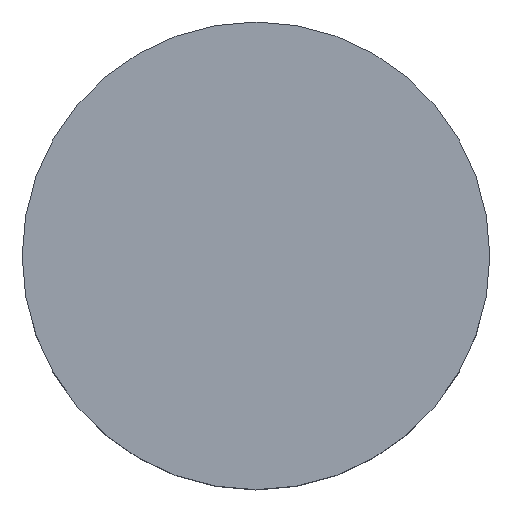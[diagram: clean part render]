
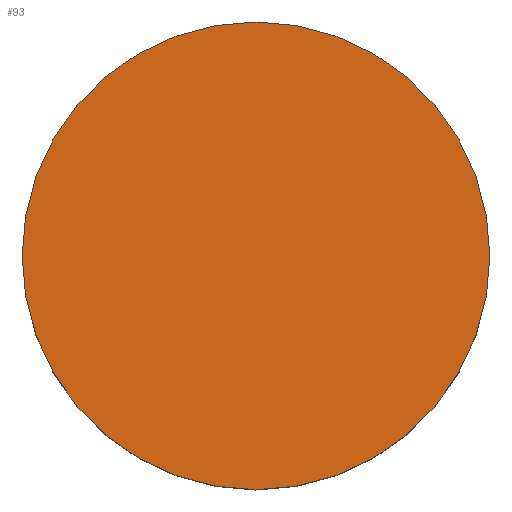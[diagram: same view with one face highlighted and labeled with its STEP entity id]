
A CAD part, top view. The second image highlights one B-rep face of the part: STEP entity #93.
In plain terms, the highlighted planar face has unit normal (0, 0, 1).
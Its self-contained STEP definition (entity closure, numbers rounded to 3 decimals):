
#93=ADVANCED_FACE('47:9652',(#163),#164,.T.);
#163=FACE_OUTER_BOUND('',#213,.T.);
#164=PLANE('',#214);
#213=EDGE_LOOP('',(#266,#267));
#214=AXIS2_PLACEMENT_3D('',#268,#269,#270);
#266=ORIENTED_EDGE('',*,*,#291,.F.);
#267=ORIENTED_EDGE('',*,*,#278,.F.);
#268=CARTESIAN_POINT('',(6.0,34.0,4.95));
#269=DIRECTION('',(0.0,0.0,1.0));
#270=DIRECTION('',(1.0,0.0,0.0));
#278=EDGE_CURVE('',#300,#296,#302,.T.);
#291=EDGE_CURVE('47:9658',#296,#300,#319,.T.);
#296=VERTEX_POINT('',#324);
#300=VERTEX_POINT('',#329);
#302=CIRCLE('',#332,1.75);
#319=CIRCLE('',#351,1.75);
#324=CARTESIAN_POINT('',(7.75,34.0,4.95));
#329=CARTESIAN_POINT('',(4.25,34.0,4.95));
#332=AXIS2_PLACEMENT_3D('',#359,#360,#361);
#351=AXIS2_PLACEMENT_3D('',#379,#380,#381);
#359=CARTESIAN_POINT('',(6.0,34.0,4.95));
#360=DIRECTION('',(0.0,0.0,-1.0));
#361=DIRECTION('',(1.0,0.0,0.0));
#379=CARTESIAN_POINT('',(6.0,34.0,4.95));
#380=DIRECTION('',(0.0,0.0,-1.0));
#381=DIRECTION('',(1.0,0.0,0.0));
